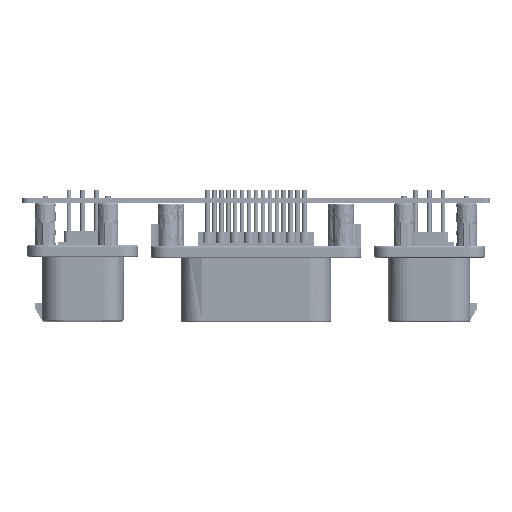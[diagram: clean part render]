
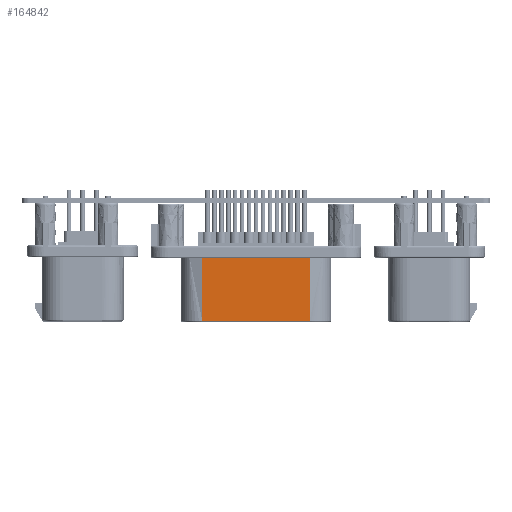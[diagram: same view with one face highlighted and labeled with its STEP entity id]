
A CAD part, front view. The second image highlights one B-rep face of the part: STEP entity #164842.
In plain terms, the highlighted free-form (B-spline) face has degree [1, 1] with [2, 2] control points.
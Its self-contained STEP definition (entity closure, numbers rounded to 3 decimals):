
#108345 = B_SPLINE_SURFACE_WITH_KNOTS('',1,1,(
    (#108346,#108347)
    ,(#108348,#108349
    )),.UNSPECIFIED.,.F.,.F.,.F.,(2,2),(2,2),(-27.7,27.7),(-13.35,13.35)
  ,.PIECEWISE_BEZIER_KNOTS.);
#108346 = CARTESIAN_POINT('',(-27.7,-13.35,-20.));
#108347 = CARTESIAN_POINT('',(-27.7,13.35,-20.));
#108348 = CARTESIAN_POINT('',(27.7,-13.35,-20.));
#108349 = CARTESIAN_POINT('',(27.7,13.35,-20.));
#109002 = ( BOUNDED_SURFACE() B_SPLINE_SURFACE(2,1,(
    (#109003,#109004)
    ,(#109005,#109006)
    ,(#109007,#109008
)),.UNSPECIFIED.,.F.,.F.,.F.) B_SPLINE_SURFACE_WITH_KNOTS((3,3),(2,2),(
    0.,1.571),(0.118,31.118),
.PIECEWISE_BEZIER_KNOTS.) GEOMETRIC_REPRESENTATION_ITEM() 
RATIONAL_B_SPLINE_SURFACE((
    (1.,1.)
    ,(0.707,0.707)
,(1.,1.))) REPRESENTATION_ITEM('') SURFACE() );
#109003 = CARTESIAN_POINT('',(-15.5,-11.3,0.));
#109004 = CARTESIAN_POINT('',(15.5,-11.3,0.));
#109005 = CARTESIAN_POINT('',(-15.5,-11.8,0.));
#109006 = CARTESIAN_POINT('',(15.5,-11.8,0.));
#109007 = CARTESIAN_POINT('',(-15.5,-11.8,-0.5));
#109008 = CARTESIAN_POINT('',(15.5,-11.8,-0.5));
#144746 = VERTEX_POINT('',#144747);
#144747 = CARTESIAN_POINT('',(-15.5,-11.8,-0.5));
#144761 = ( BOUNDED_SURFACE() B_SPLINE_SURFACE(2,1,(
    (#144762,#144763)
    ,(#144764,#144765)
    ,(#144766,#144767
)),.UNSPECIFIED.,.F.,.F.,.F.) B_SPLINE_SURFACE_WITH_KNOTS((3,3),(2,2),(
    3.142,4.712),(-20.,-0.5),.PIECEWISE_BEZIER_KNOTS.) 
GEOMETRIC_REPRESENTATION_ITEM() RATIONAL_B_SPLINE_SURFACE((
    (1.,1.)
    ,(0.707,0.707)
,(1.,1.))) REPRESENTATION_ITEM('') SURFACE() );
#144762 = CARTESIAN_POINT('',(-21.7,-5.6,-20.));
#144763 = CARTESIAN_POINT('',(-21.7,-5.6,-0.5));
#144764 = CARTESIAN_POINT('',(-21.7,-11.8,-20.));
#144765 = CARTESIAN_POINT('',(-21.7,-11.8,-0.5));
#144766 = CARTESIAN_POINT('',(-15.5,-11.8,-20.));
#144767 = CARTESIAN_POINT('',(-15.5,-11.8,-0.5));
#144801 = EDGE_CURVE('',#144746,#144802,#144804,.T.);
#144802 = VERTEX_POINT('',#144803);
#144803 = CARTESIAN_POINT('',(15.5,-11.8,-0.5));
#144804 = SURFACE_CURVE('',#144805,(#144808,#144815),.PCURVE_S1.);
#144805 = B_SPLINE_CURVE_WITH_KNOTS('',1,(#144806,#144807),
  .UNSPECIFIED.,.F.,.F.,(2,2),(0.,31.),
  .PIECEWISE_BEZIER_KNOTS.);
#144806 = CARTESIAN_POINT('',(-15.5,-11.8,-0.5));
#144807 = CARTESIAN_POINT('',(15.5,-11.8,-0.5));
#144808 = PCURVE('',#109002,#144809);
#144809 = DEFINITIONAL_REPRESENTATION('',(#144810),#144814);
#144810 = B_SPLINE_CURVE_WITH_KNOTS('',2,(#144811,#144812,#144813),
  .UNSPECIFIED.,.F.,.F.,(3,3),(0.,31.),
  .PIECEWISE_BEZIER_KNOTS.);
#144811 = CARTESIAN_POINT('',(1.571,0.118));
#144812 = CARTESIAN_POINT('',(1.571,15.618));
#144813 = CARTESIAN_POINT('',(1.571,31.118));
#144814 = ( GEOMETRIC_REPRESENTATION_CONTEXT(2) 
PARAMETRIC_REPRESENTATION_CONTEXT() REPRESENTATION_CONTEXT('2D SPACE',''
  ) );
#144815 = PCURVE('',#144816,#144821);
#144816 = B_SPLINE_SURFACE_WITH_KNOTS('',1,1,(
    (#144817,#144818)
    ,(#144819,#144820
  )),.UNSPECIFIED.,.F.,.F.,.F.,(2,2),(2,2),(0.5,20.),(0.,31.),
  .PIECEWISE_BEZIER_KNOTS.);
#144817 = CARTESIAN_POINT('',(-15.5,-11.8,-0.5));
#144818 = CARTESIAN_POINT('',(15.5,-11.8,-0.5));
#144819 = CARTESIAN_POINT('',(-15.5,-11.8,-20.));
#144820 = CARTESIAN_POINT('',(15.5,-11.8,-20.));
#144821 = DEFINITIONAL_REPRESENTATION('',(#144822),#144825);
#144822 = B_SPLINE_CURVE_WITH_KNOTS('',1,(#144823,#144824),
  .UNSPECIFIED.,.F.,.F.,(2,2),(0.,31.),
  .PIECEWISE_BEZIER_KNOTS.);
#144823 = CARTESIAN_POINT('',(0.5,0.));
#144824 = CARTESIAN_POINT('',(0.5,31.));
#144825 = ( GEOMETRIC_REPRESENTATION_CONTEXT(2) 
PARAMETRIC_REPRESENTATION_CONTEXT() REPRESENTATION_CONTEXT('2D SPACE',''
  ) );
#144869 = ( BOUNDED_SURFACE() B_SPLINE_SURFACE(2,1,(
    (#144870,#144871)
    ,(#144872,#144873)
    ,(#144874,#144875
)),.UNSPECIFIED.,.F.,.F.,.F.) B_SPLINE_SURFACE_WITH_KNOTS((3,3),(2,2),(
    4.712,6.283),(-20.,-0.5),.PIECEWISE_BEZIER_KNOTS.) 
GEOMETRIC_REPRESENTATION_ITEM() RATIONAL_B_SPLINE_SURFACE((
    (1.,1.)
    ,(0.707,0.707)
,(1.,1.))) REPRESENTATION_ITEM('') SURFACE() );
#144870 = CARTESIAN_POINT('',(15.5,-11.8,-20.));
#144871 = CARTESIAN_POINT('',(15.5,-11.8,-0.5));
#144872 = CARTESIAN_POINT('',(21.7,-11.8,-20.));
#144873 = CARTESIAN_POINT('',(21.7,-11.8,-0.5));
#144874 = CARTESIAN_POINT('',(21.7,-5.6,-20.));
#144875 = CARTESIAN_POINT('',(21.7,-5.6,-0.5));
#147277 = VERTEX_POINT('',#147278);
#147278 = CARTESIAN_POINT('',(15.5,-11.8,-20.));
#147299 = EDGE_CURVE('',#147300,#147277,#147302,.T.);
#147300 = VERTEX_POINT('',#147301);
#147301 = CARTESIAN_POINT('',(-15.5,-11.8,-20.));
#147302 = SURFACE_CURVE('',#147303,(#147306,#147312),.PCURVE_S1.);
#147303 = B_SPLINE_CURVE_WITH_KNOTS('',1,(#147304,#147305),
  .UNSPECIFIED.,.F.,.F.,(2,2),(0.,31.),.PIECEWISE_BEZIER_KNOTS.);
#147304 = CARTESIAN_POINT('',(-15.5,-11.8,-20.));
#147305 = CARTESIAN_POINT('',(15.5,-11.8,-20.));
#147306 = PCURVE('',#108345,#147307);
#147307 = DEFINITIONAL_REPRESENTATION('',(#147308),#147311);
#147308 = B_SPLINE_CURVE_WITH_KNOTS('',1,(#147309,#147310),
  .UNSPECIFIED.,.F.,.F.,(2,2),(0.,31.),.PIECEWISE_BEZIER_KNOTS.);
#147309 = CARTESIAN_POINT('',(-15.5,-11.8));
#147310 = CARTESIAN_POINT('',(15.5,-11.8));
#147311 = ( GEOMETRIC_REPRESENTATION_CONTEXT(2) 
PARAMETRIC_REPRESENTATION_CONTEXT() REPRESENTATION_CONTEXT('2D SPACE',''
  ) );
#147312 = PCURVE('',#144816,#147313);
#147313 = DEFINITIONAL_REPRESENTATION('',(#147314),#147317);
#147314 = B_SPLINE_CURVE_WITH_KNOTS('',1,(#147315,#147316),
  .UNSPECIFIED.,.F.,.F.,(2,2),(0.,31.),.PIECEWISE_BEZIER_KNOTS.);
#147315 = CARTESIAN_POINT('',(20.,0.));
#147316 = CARTESIAN_POINT('',(20.,31.));
#147317 = ( GEOMETRIC_REPRESENTATION_CONTEXT(2) 
PARAMETRIC_REPRESENTATION_CONTEXT() REPRESENTATION_CONTEXT('2D SPACE',''
  ) );
#164819 = EDGE_CURVE('',#144802,#147277,#164820,.T.);
#164820 = SURFACE_CURVE('',#164821,(#164824,#164831),.PCURVE_S1.);
#164821 = B_SPLINE_CURVE_WITH_KNOTS('',1,(#164822,#164823),
  .UNSPECIFIED.,.F.,.F.,(2,2),(0.,19.5),
  .PIECEWISE_BEZIER_KNOTS.);
#164822 = CARTESIAN_POINT('',(15.5,-11.8,-0.5));
#164823 = CARTESIAN_POINT('',(15.5,-11.8,-20.));
#164824 = PCURVE('',#144869,#164825);
#164825 = DEFINITIONAL_REPRESENTATION('',(#164826),#164830);
#164826 = B_SPLINE_CURVE_WITH_KNOTS('',2,(#164827,#164828,#164829),
  .UNSPECIFIED.,.F.,.F.,(3,3),(0.,19.5),
  .PIECEWISE_BEZIER_KNOTS.);
#164827 = CARTESIAN_POINT('',(4.712,-0.5));
#164828 = CARTESIAN_POINT('',(4.712,-10.25));
#164829 = CARTESIAN_POINT('',(4.712,-20.));
#164830 = ( GEOMETRIC_REPRESENTATION_CONTEXT(2) 
PARAMETRIC_REPRESENTATION_CONTEXT() REPRESENTATION_CONTEXT('2D SPACE',''
  ) );
#164831 = PCURVE('',#144816,#164832);
#164832 = DEFINITIONAL_REPRESENTATION('',(#164833),#164836);
#164833 = B_SPLINE_CURVE_WITH_KNOTS('',1,(#164834,#164835),
  .UNSPECIFIED.,.F.,.F.,(2,2),(0.,19.5),
  .PIECEWISE_BEZIER_KNOTS.);
#164834 = CARTESIAN_POINT('',(0.5,31.));
#164835 = CARTESIAN_POINT('',(20.,31.));
#164836 = ( GEOMETRIC_REPRESENTATION_CONTEXT(2) 
PARAMETRIC_REPRESENTATION_CONTEXT() REPRESENTATION_CONTEXT('2D SPACE',''
  ) );
#164842 = ADVANCED_FACE('',(#164843),#144816,.T.);
#164843 = FACE_BOUND('',#164844,.T.);
#164844 = EDGE_LOOP('',(#164845,#164864,#164865,#164866));
#164845 = ORIENTED_EDGE('',*,*,#164846,.T.);
#164846 = EDGE_CURVE('',#144746,#147300,#164847,.T.);
#164847 = SURFACE_CURVE('',#164848,(#164851,#164857),.PCURVE_S1.);
#164848 = B_SPLINE_CURVE_WITH_KNOTS('',1,(#164849,#164850),
  .UNSPECIFIED.,.F.,.F.,(2,2),(0.,19.5),.PIECEWISE_BEZIER_KNOTS.);
#164849 = CARTESIAN_POINT('',(-15.5,-11.8,-0.5));
#164850 = CARTESIAN_POINT('',(-15.5,-11.8,-20.));
#164851 = PCURVE('',#144816,#164852);
#164852 = DEFINITIONAL_REPRESENTATION('',(#164853),#164856);
#164853 = B_SPLINE_CURVE_WITH_KNOTS('',1,(#164854,#164855),
  .UNSPECIFIED.,.F.,.F.,(2,2),(0.,19.5),.PIECEWISE_BEZIER_KNOTS.);
#164854 = CARTESIAN_POINT('',(0.5,0.));
#164855 = CARTESIAN_POINT('',(20.,0.));
#164856 = ( GEOMETRIC_REPRESENTATION_CONTEXT(2) 
PARAMETRIC_REPRESENTATION_CONTEXT() REPRESENTATION_CONTEXT('2D SPACE',''
  ) );
#164857 = PCURVE('',#144761,#164858);
#164858 = DEFINITIONAL_REPRESENTATION('',(#164859),#164863);
#164859 = B_SPLINE_CURVE_WITH_KNOTS('',2,(#164860,#164861,#164862),
  .UNSPECIFIED.,.F.,.F.,(3,3),(0.,19.5),.PIECEWISE_BEZIER_KNOTS.);
#164860 = CARTESIAN_POINT('',(4.712,-0.5));
#164861 = CARTESIAN_POINT('',(4.712,-10.25));
#164862 = CARTESIAN_POINT('',(4.712,-20.));
#164863 = ( GEOMETRIC_REPRESENTATION_CONTEXT(2) 
PARAMETRIC_REPRESENTATION_CONTEXT() REPRESENTATION_CONTEXT('2D SPACE',''
  ) );
#164864 = ORIENTED_EDGE('',*,*,#147299,.T.);
#164865 = ORIENTED_EDGE('',*,*,#164819,.F.);
#164866 = ORIENTED_EDGE('',*,*,#144801,.F.);
